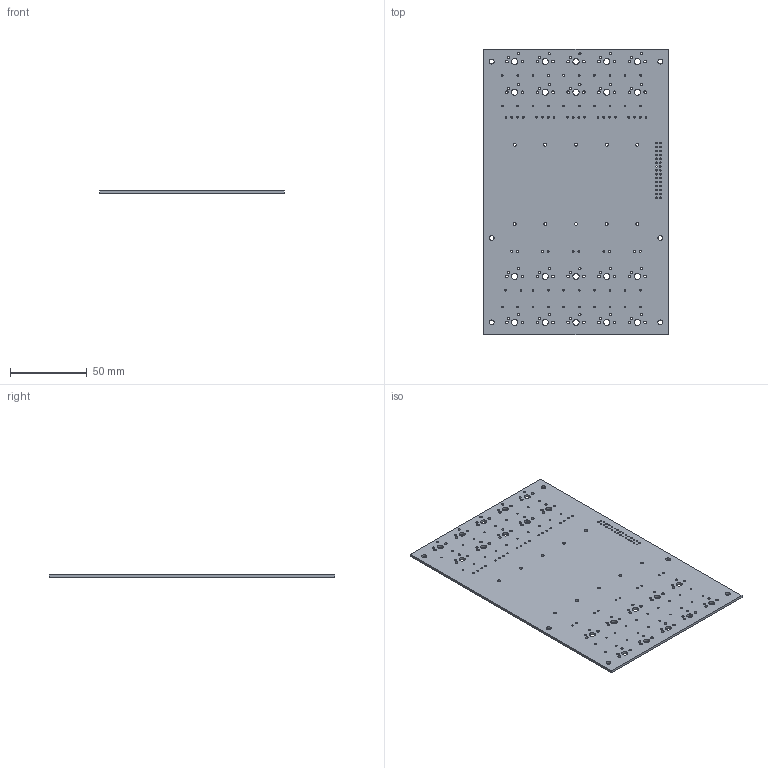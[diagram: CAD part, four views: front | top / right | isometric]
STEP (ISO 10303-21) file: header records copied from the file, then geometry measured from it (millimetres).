
FILE_DESCRIPTION(('KiCad electronic assembly'),'2;1');
FILE_NAME('Fader_Board.step','2023-02-11T00:21:36',('Pcbnew'),('Kicad'), 'Open CASCADE STEP processor 7.6','KiCad to STEP converter','Unknown' );
FILE_SCHEMA(('AUTOMOTIVE_DESIGN { 1 0 10303 214 1 1 1 1 }'));
Length unit declared in the file: millimetre
Products named in the file (2): Fader_Board 1; Fader_Board PCB
Assembly tree (1 placements, depth 2):
  Fader_Board 1
    Fader_Board PCB
Bounding box: 120 x 186 x 1.6 mm (x, y, z)
Volume: 34762.6 mm3; surface area: 46237.9 mm2
Topology: 1 solids, 1 shells, 222 faces, 660 edges, 440 vertices
Faces by surface type: cylinder 216, plane 6
Full cylindrical faces by diameter (mm): 1 x30, 1.1 x40, 1.2 x30, 1.5 x40, 1.75 x40, 2 x10, 3.2 x6, 4 x20
Entity records: 18503 total; most frequent: CARTESIAN_POINT 5236, DIRECTION 2428, ORIENTED_EDGE 1320, PCURVE 1320, DEFINITIONAL_REPRESENTATION 1320, LINE 1116, VECTOR 1116, EDGE_CURVE 660
